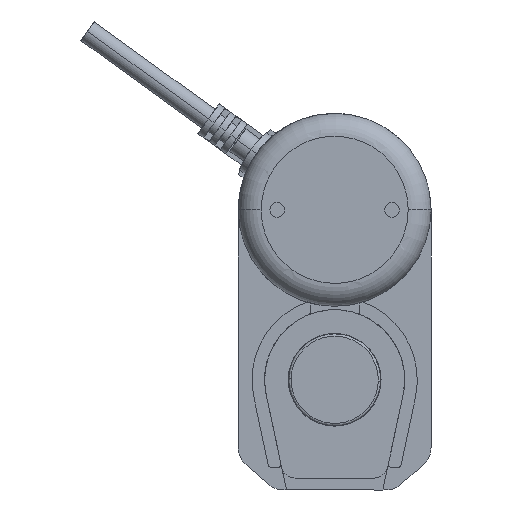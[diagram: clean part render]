
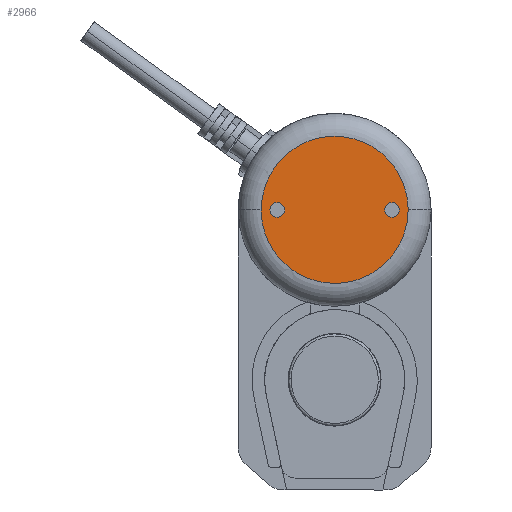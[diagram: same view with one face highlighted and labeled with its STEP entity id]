
A CAD part, front view. The second image highlights one B-rep face of the part: STEP entity #2966.
In plain terms, the highlighted planar face has unit normal (0, -1, 0).
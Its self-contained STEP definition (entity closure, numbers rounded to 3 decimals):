
#155 = AXIS2_PLACEMENT_3D ( 'NONE', #2408, #2418, #2419 ) ;
#164 = AXIS2_PLACEMENT_3D ( 'NONE', #2432, #2436, #2437 ) ;
#171 = AXIS2_PLACEMENT_3D ( 'NONE', #2460, #2470, #2471 ) ;
#1041 = CIRCLE ( 'NONE', #171, 1.6 ) ;
#1043 = CIRCLE ( 'NONE', #155, 1.6 ) ;
#1053 = CIRCLE ( 'NONE', #164, 1.6 ) ;
#1090 = CIRCLE ( 'NONE', #9045, 1.6 ) ;
#1095 = B_SPLINE_CURVE_WITH_KNOTS ( 'NONE', 3,
 ( #2700, #2704, #2705, #2706, #2707, #2708, #2709, #2710, #2711, #2712, #2713, #2714, #2715, #2716, #2717, #2718, #2719, #2720 ),
 .UNSPECIFIED., .F., .F.,
 ( 4, 2, 2, 2, 2, 2, 2, 2, 4 ),
 ( 0., 0.125, 0.25, 0.375, 0.5, 0.625, 0.75, 0.875, 1. ),
 .UNSPECIFIED. ) ;
#1327 = EDGE_CURVE ( 'NONE', #2288, #2287, #1043, .T. ) ;
#1333 = EDGE_CURVE ( 'NONE', #2292, #2291, #1053, .T. ) ;
#1342 = EDGE_CURVE ( 'NONE', #2291, #2292, #1041, .T. ) ;
#1398 = EDGE_CURVE ( 'NONE', #10459, #2265, #1095, .T. ) ;
#1433 = EDGE_CURVE ( 'NONE', #10459, #2267, #2869, .T. ) ;
#1440 = EDGE_CURVE ( 'NONE', #2287, #2288, #1090, .T. ) ;
#1705 = CARTESIAN_POINT ( 'NONE',  ( 16., -97., 20. ) ) ;
#1706 = CARTESIAN_POINT ( 'NONE',  ( 16., -97., 19.927 ) ) ;
#1707 = CARTESIAN_POINT ( 'NONE',  ( -16., -97., 20. ) ) ;
#1727 = CARTESIAN_POINT ( 'NONE',  ( 14.1, -97., 20. ) ) ;
#1728 = CARTESIAN_POINT ( 'NONE',  ( 10.9, -97., 20. ) ) ;
#1731 = CARTESIAN_POINT ( 'NONE',  ( -10.9, -97., 20. ) ) ;
#1732 = CARTESIAN_POINT ( 'NONE',  ( -14.1, -97., 20. ) ) ;
#1738 = PLANE ( 'NONE',  #9092 ) ;
#1739 = CARTESIAN_POINT ( 'NONE',  ( 0., -97., 20. ) ) ;
#1740 = DIRECTION ( 'NONE',  ( 0., -1., 0. ) ) ;
#1741 = DIRECTION ( 'NONE',  ( -1., 0., 0. ) ) ;
#2058 = B_SPLINE_CURVE_WITH_KNOTS ( 'NONE', 3,
 ( #3469, #3470, #3471, #3472 ),
 .UNSPECIFIED., .F., .F.,
 ( 4, 4 ),
 ( 0., 1. ),
 .UNSPECIFIED. ) ;
#2062 = B_SPLINE_CURVE_WITH_KNOTS ( 'NONE', 3,
 ( #3544, #3545, #3546, #3547, #3548, #3549, #3550, #3551, #3552, #3553, #3554, #3555, #3556, #3557, #3558, #3559, #3560, #3561 ),
 .UNSPECIFIED., .F., .F.,
 ( 4, 2, 2, 2, 2, 2, 2, 2, 4 ),
 ( 0., 0.125, 0.25, 0.375, 0.5, 0.625, 0.75, 0.875, 1. ),
 .UNSPECIFIED. ) ;
#2265 = VERTEX_POINT ( 'NONE', #1705 ) ;
#2266 = VERTEX_POINT ( 'NONE', #1706 ) ;
#2267 = VERTEX_POINT ( 'NONE', #1707 ) ;
#2287 = VERTEX_POINT ( 'NONE', #1727 ) ;
#2288 = VERTEX_POINT ( 'NONE', #1728 ) ;
#2291 = VERTEX_POINT ( 'NONE', #1731 ) ;
#2292 = VERTEX_POINT ( 'NONE', #1732 ) ;
#2408 = CARTESIAN_POINT ( 'NONE',  ( 12.5, -97., 20. ) ) ;
#2418 = DIRECTION ( 'NONE',  ( 0., 1., 0. ) ) ;
#2419 = DIRECTION ( 'NONE',  ( -1., 0., 0. ) ) ;
#2432 = CARTESIAN_POINT ( 'NONE',  ( -12.5, -97., 20. ) ) ;
#2436 = DIRECTION ( 'NONE',  ( 0., 1., 0. ) ) ;
#2437 = DIRECTION ( 'NONE',  ( -1., 0., 0. ) ) ;
#2460 = CARTESIAN_POINT ( 'NONE',  ( -12.5, -97., 20. ) ) ;
#2470 = DIRECTION ( 'NONE',  ( 0., 1., 0. ) ) ;
#2471 = DIRECTION ( 'NONE',  ( -1., 0., 0. ) ) ;
#2700 = CARTESIAN_POINT ( 'NONE',  ( -16., -97., 20.073 ) ) ;
#2704 = CARTESIAN_POINT ( 'NONE',  ( -15.99, -97., 22.164 ) ) ;
#2705 = CARTESIAN_POINT ( 'NONE',  ( -15.566, -97., 24.253 ) ) ;
#2706 = CARTESIAN_POINT ( 'NONE',  ( -13.95, -97., 28.111 ) ) ;
#2707 = CARTESIAN_POINT ( 'NONE',  ( -12.759, -97., 29.878 ) ) ;
#2708 = CARTESIAN_POINT ( 'NONE',  ( -9.791, -97., 32.826 ) ) ;
#2709 = CARTESIAN_POINT ( 'NONE',  ( -8.015, -97., 34.005 ) ) ;
#2710 = CARTESIAN_POINT ( 'NONE',  ( -4.146, -97., 35.594 ) ) ;
#2711 = CARTESIAN_POINT ( 'NONE',  ( -2.055, -97., 36.005 ) ) ;
#2712 = CARTESIAN_POINT ( 'NONE',  ( 2.128, -97., 35.995 ) ) ;
#2713 = CARTESIAN_POINT ( 'NONE',  ( 4.217, -97., 35.575 ) ) ;
#2714 = CARTESIAN_POINT ( 'NONE',  ( 8.079, -97., 33.968 ) ) ;
#2715 = CARTESIAN_POINT ( 'NONE',  ( 9.849, -97., 32.781 ) ) ;
#2716 = CARTESIAN_POINT ( 'NONE',  ( 12.804, -97., 29.82 ) ) ;
#2717 = CARTESIAN_POINT ( 'NONE',  ( 13.986, -97., 28.047 ) ) ;
#2718 = CARTESIAN_POINT ( 'NONE',  ( 15.585, -97., 24.182 ) ) ;
#2719 = CARTESIAN_POINT ( 'NONE',  ( 16., -97., 22.091 ) ) ;
#2720 = CARTESIAN_POINT ( 'NONE',  ( 16., -97., 20. ) ) ;
#2869 = LINE ( 'NONE', #2870, #9043 ) ;
#2870 = CARTESIAN_POINT ( 'NONE',  ( -16., -97., 20.073 ) ) ;
#2871 = DIRECTION ( 'NONE',  ( -0.003, 0., -1. ) ) ;
#2886 = CARTESIAN_POINT ( 'NONE',  ( 12.5, -97., 20. ) ) ;
#2890 = DIRECTION ( 'NONE',  ( 0., 1., 0. ) ) ;
#2891 = DIRECTION ( 'NONE',  ( -1., 0., 0. ) ) ;
#2966 = ADVANCED_FACE ( 'NONE', ( #9085, #9082, #9090 ), #1738, .T. ) ;
#3469 = CARTESIAN_POINT ( 'NONE',  ( 16., -97., 20. ) ) ;
#3470 = CARTESIAN_POINT ( 'NONE',  ( 16., -97., 19.976 ) ) ;
#3471 = CARTESIAN_POINT ( 'NONE',  ( 16., -97., 19.952 ) ) ;
#3472 = CARTESIAN_POINT ( 'NONE',  ( 16., -97., 19.927 ) ) ;
#3544 = CARTESIAN_POINT ( 'NONE',  ( 16., -97., 19.927 ) ) ;
#3545 = CARTESIAN_POINT ( 'NONE',  ( 15.99, -97., 17.836 ) ) ;
#3546 = CARTESIAN_POINT ( 'NONE',  ( 15.566, -97., 15.747 ) ) ;
#3547 = CARTESIAN_POINT ( 'NONE',  ( 13.95, -97., 11.889 ) ) ;
#3548 = CARTESIAN_POINT ( 'NONE',  ( 12.759, -97., 10.122 ) ) ;
#3549 = CARTESIAN_POINT ( 'NONE',  ( 9.791, -97., 7.174 ) ) ;
#3550 = CARTESIAN_POINT ( 'NONE',  ( 8.015, -97., 5.995 ) ) ;
#3551 = CARTESIAN_POINT ( 'NONE',  ( 4.146, -97., 4.406 ) ) ;
#3552 = CARTESIAN_POINT ( 'NONE',  ( 2.055, -97., 3.995 ) ) ;
#3553 = CARTESIAN_POINT ( 'NONE',  ( -2.128, -97., 4.005 ) ) ;
#3554 = CARTESIAN_POINT ( 'NONE',  ( -4.217, -97., 4.425 ) ) ;
#3555 = CARTESIAN_POINT ( 'NONE',  ( -8.079, -97., 6.032 ) ) ;
#3556 = CARTESIAN_POINT ( 'NONE',  ( -9.849, -97., 7.219 ) ) ;
#3557 = CARTESIAN_POINT ( 'NONE',  ( -12.804, -97., 10.18 ) ) ;
#3558 = CARTESIAN_POINT ( 'NONE',  ( -13.986, -97., 11.953 ) ) ;
#3559 = CARTESIAN_POINT ( 'NONE',  ( -15.585, -97., 15.818 ) ) ;
#3560 = CARTESIAN_POINT ( 'NONE',  ( -16., -97., 17.909 ) ) ;
#3561 = CARTESIAN_POINT ( 'NONE',  ( -16., -97., 20. ) ) ;
#4089 = EDGE_CURVE ( 'NONE', #2265, #2266, #2058, .T. ) ;
#4112 = EDGE_CURVE ( 'NONE', #2266, #2267, #2062, .T. ) ;
#6934 = EDGE_LOOP ( 'NONE', ( #7295, #7296 ) ) ;
#6939 = EDGE_LOOP ( 'NONE', ( #7297, #7298 ) ) ;
#6943 = EDGE_LOOP ( 'NONE', ( #7290, #7293, #7294, #7292 ) ) ;
#7290 = ORIENTED_EDGE ( 'NONE', *, *, #4112, .F. ) ;
#7292 = ORIENTED_EDGE ( 'NONE', *, *, #1433, .T. ) ;
#7293 = ORIENTED_EDGE ( 'NONE', *, *, #4089, .F. ) ;
#7294 = ORIENTED_EDGE ( 'NONE', *, *, #1398, .F. ) ;
#7295 = ORIENTED_EDGE ( 'NONE', *, *, #1327, .T. ) ;
#7296 = ORIENTED_EDGE ( 'NONE', *, *, #1440, .T. ) ;
#7297 = ORIENTED_EDGE ( 'NONE', *, *, #1333, .T. ) ;
#7298 = ORIENTED_EDGE ( 'NONE', *, *, #1342, .T. ) ;
#7326 = CARTESIAN_POINT ( 'NONE',  ( -16., -97., 20.073 ) ) ;
#9043 = VECTOR ( 'NONE', #2871, 1000. ) ;
#9045 = AXIS2_PLACEMENT_3D ( 'NONE', #2886, #2890, #2891 ) ;
#9082 = FACE_BOUND ( 'NONE', #6934, .T. ) ;
#9085 = FACE_OUTER_BOUND ( 'NONE', #6943, .T. ) ;
#9090 = FACE_BOUND ( 'NONE', #6939, .T. ) ;
#9092 = AXIS2_PLACEMENT_3D ( 'NONE', #1739, #1740, #1741 ) ;
#10459 = VERTEX_POINT ( 'NONE', #7326 ) ;
